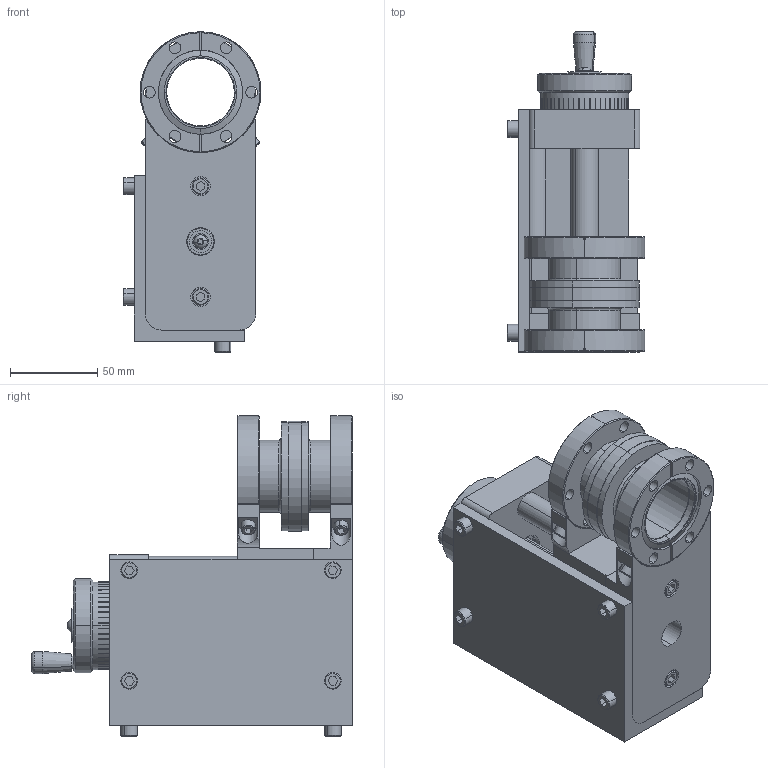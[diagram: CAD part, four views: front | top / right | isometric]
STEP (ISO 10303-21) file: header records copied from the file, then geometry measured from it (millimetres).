
FILE_DESCRIPTION (( 'STEP AP214' ), '1' );
FILE_NAME ('BLT27S-02, BOTH THRU, 10009402.STEP', '2016-09-27T20:16:23', ( 'jvatsvog' ), ( 'Microsoft' ), 'SwSTEP 2.0', 'SolidWorks 2014', '' );
FILE_SCHEMA (( 'AUTOMOTIVE_DESIGN' ));
Length unit declared in the file: inch
Products named in the file (1): BLT27S-02, BOTH THRU, 10009402
Bounding box: 79.12 x 183.86 x 183.9 mm (x, y, z)
Volume: 791557.4 mm3; surface area: 239315.5 mm2
Topology: 50 solids, 50 shells, 1299 faces, 3096 edges, 1947 vertices
Faces by surface type: plane 595, cylinder 470, cone 216, torus 18
Entity records: 55653 total; most frequent: CARTESIAN_POINT 7319, DIRECTION 6738, ORIENTED_EDGE 6040, EDGE_CURVE 3020, AXIS2_PLACEMENT_3D 2496, VERTEX_POINT 1947, VECTOR 1746, LINE 1746
